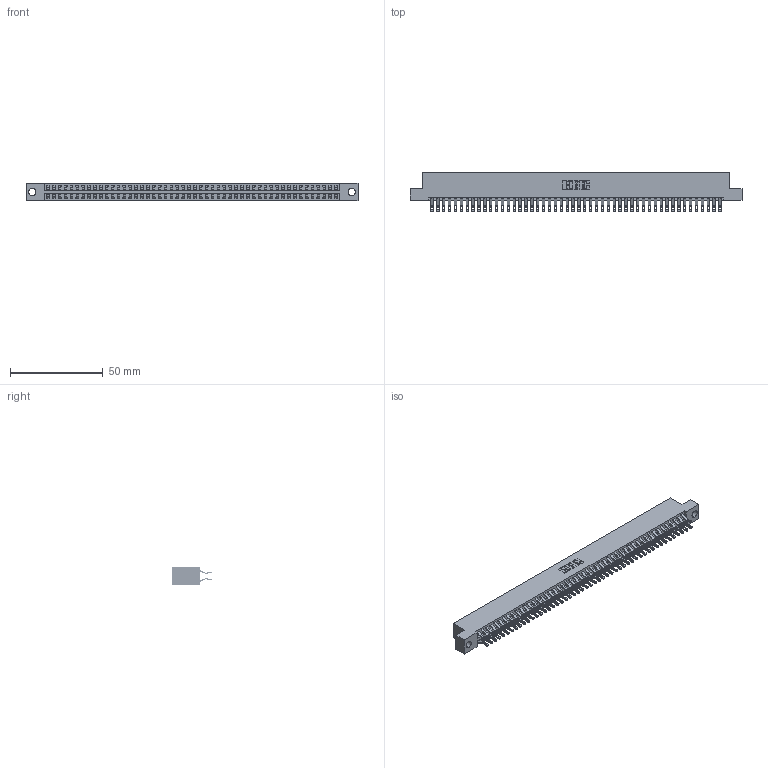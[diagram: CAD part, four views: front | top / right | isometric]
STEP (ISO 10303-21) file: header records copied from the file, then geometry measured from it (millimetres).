
FILE_DESCRIPTION (( 'STEP AP203' ), '1' );
FILE_NAME ('346-100-555-204.STEP', '2022-05-26T20:57:19', ( '' ), ( '' ), 'SwSTEP 2.0', 'SolidWorks 2020', '' );
FILE_SCHEMA (( 'CONFIG_CONTROL_DESIGN' ));
Length unit declared in the file: inch
Products named in the file (3): 345-292-001_555 Tail; 346 Part_Flush Mounting Lugs - 0.156 Dia-TH; 346-100-555-204
Assembly tree (101 placements, depth 2):
  346-100-555-204
    346 Part_Flush Mounting Lugs - 0.156 Dia-TH
    345-292-001_555 Tail  x100
Bounding box: 179.32 x 21.46 x 9.4 mm (x, y, z)
Volume: 17732.6 mm3; surface area: 25382.2 mm2
Topology: 101 solids, 101 shells, 5936 faces, 18665 edges, 12442 vertices
Faces by surface type: plane 3390, cylinder 2546
Entity records: 32299 total; most frequent: CARTESIAN_POINT 5352, ORIENTED_EDGE 5254, DIRECTION 4735, EDGE_CURVE 2627, VECTOR 2275, LINE 2275, VERTEX_POINT 1750, AXIS2_PLACEMENT_3D 1230
